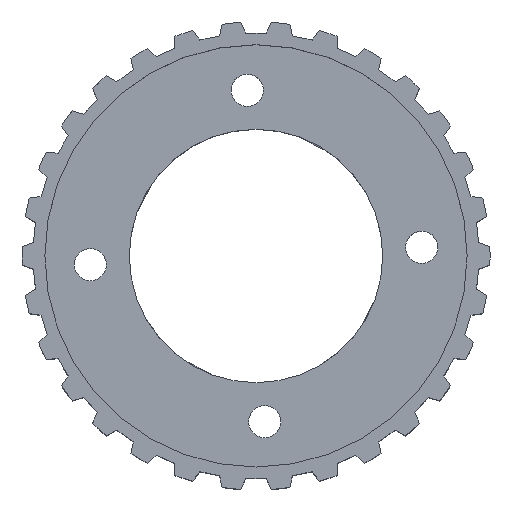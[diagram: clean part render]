
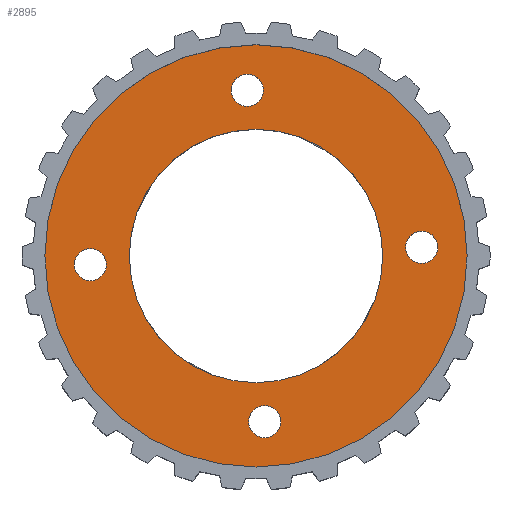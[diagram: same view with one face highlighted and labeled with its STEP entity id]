
A CAD part, top view. The second image highlights one B-rep face of the part: STEP entity #2895.
In plain terms, the highlighted planar face has unit normal (0, 0, 1).
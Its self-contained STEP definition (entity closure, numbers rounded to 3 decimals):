
#15=FACE_BOUND('',#382,.T.);
#16=FACE_BOUND('',#383,.T.);
#17=FACE_BOUND('',#384,.T.);
#18=FACE_BOUND('',#385,.T.);
#19=FACE_BOUND('',#386,.T.);
#43=CIRCLE('',#3087,21.);
#44=CIRCLE('',#3089,1.6);
#45=CIRCLE('',#3090,1.6);
#46=CIRCLE('',#3091,12.6);
#47=CIRCLE('',#3092,1.6);
#48=CIRCLE('',#3093,1.6);
#124=PLANE('',#3088);
#236=FACE_OUTER_BOUND('',#381,.T.);
#381=EDGE_LOOP('',(#2092));
#382=EDGE_LOOP('',(#2093));
#383=EDGE_LOOP('',(#2094));
#384=EDGE_LOOP('',(#2095));
#385=EDGE_LOOP('',(#2096));
#386=EDGE_LOOP('',(#2097));
#1284=VERTEX_POINT('',#4488);
#1285=VERTEX_POINT('',#4492);
#1286=VERTEX_POINT('',#4494);
#1287=VERTEX_POINT('',#4496);
#1288=VERTEX_POINT('',#4498);
#1289=VERTEX_POINT('',#4500);
#1605=EDGE_CURVE('',#1284,#1284,#43,.T.);
#1606=EDGE_CURVE('',#1285,#1285,#44,.T.);
#1607=EDGE_CURVE('',#1286,#1286,#45,.T.);
#1608=EDGE_CURVE('',#1287,#1287,#46,.T.);
#1609=EDGE_CURVE('',#1288,#1288,#47,.T.);
#1610=EDGE_CURVE('',#1289,#1289,#48,.T.);
#2092=ORIENTED_EDGE('',*,*,#1605,.F.);
#2093=ORIENTED_EDGE('',*,*,#1606,.F.);
#2094=ORIENTED_EDGE('',*,*,#1607,.F.);
#2095=ORIENTED_EDGE('',*,*,#1608,.F.);
#2096=ORIENTED_EDGE('',*,*,#1609,.F.);
#2097=ORIENTED_EDGE('',*,*,#1610,.F.);
#2895=ADVANCED_FACE('',(#236,#15,#16,#17,#18,#19),#124,.T.);
#3087=AXIS2_PLACEMENT_3D('',#4490,#3442,#3443);
#3088=AXIS2_PLACEMENT_3D('',#4491,#3444,#3445);
#3089=AXIS2_PLACEMENT_3D('',#4493,#3446,#3447);
#3090=AXIS2_PLACEMENT_3D('',#4495,#3448,#3449);
#3091=AXIS2_PLACEMENT_3D('',#4497,#3450,#3451);
#3092=AXIS2_PLACEMENT_3D('',#4499,#3452,#3453);
#3093=AXIS2_PLACEMENT_3D('',#4501,#3454,#3455);
#3442=DIRECTION('center_axis',(0.,0.,-1.));
#3443=DIRECTION('ref_axis',(-1.,0.,0.));
#3444=DIRECTION('center_axis',(0.,0.,1.));
#3445=DIRECTION('ref_axis',(-1.,0.,0.));
#3446=DIRECTION('center_axis',(0.,0.,1.));
#3447=DIRECTION('ref_axis',(-1.,0.,0.));
#3448=DIRECTION('center_axis',(0.,0.,1.));
#3449=DIRECTION('ref_axis',(-1.,0.,0.));
#3450=DIRECTION('center_axis',(0.,0.,1.));
#3451=DIRECTION('ref_axis',(-1.,0.,0.));
#3452=DIRECTION('center_axis',(0.,0.,1.));
#3453=DIRECTION('ref_axis',(-1.,0.,0.));
#3454=DIRECTION('center_axis',(0.,0.,1.));
#3455=DIRECTION('ref_axis',(-1.,0.,0.));
#4488=CARTESIAN_POINT('',(21.,0.,10.));
#4490=CARTESIAN_POINT('Origin',(0.,0.,10.));
#4491=CARTESIAN_POINT('Origin',(0.,0.,10.));
#4492=CARTESIAN_POINT('',(2.464,-16.477,10.));
#4493=CARTESIAN_POINT('Origin',(0.864,-16.477,10.));
#4494=CARTESIAN_POINT('',(-14.877,-0.864,10.));
#4495=CARTESIAN_POINT('Origin',(-16.477,-0.864,10.));
#4496=CARTESIAN_POINT('',(12.6,0.,10.));
#4497=CARTESIAN_POINT('Origin',(0.,0.,10.));
#4498=CARTESIAN_POINT('',(18.077,0.864,10.));
#4499=CARTESIAN_POINT('Origin',(16.477,0.864,10.));
#4500=CARTESIAN_POINT('',(0.736,16.477,10.));
#4501=CARTESIAN_POINT('Origin',(-0.864,16.477,10.));
